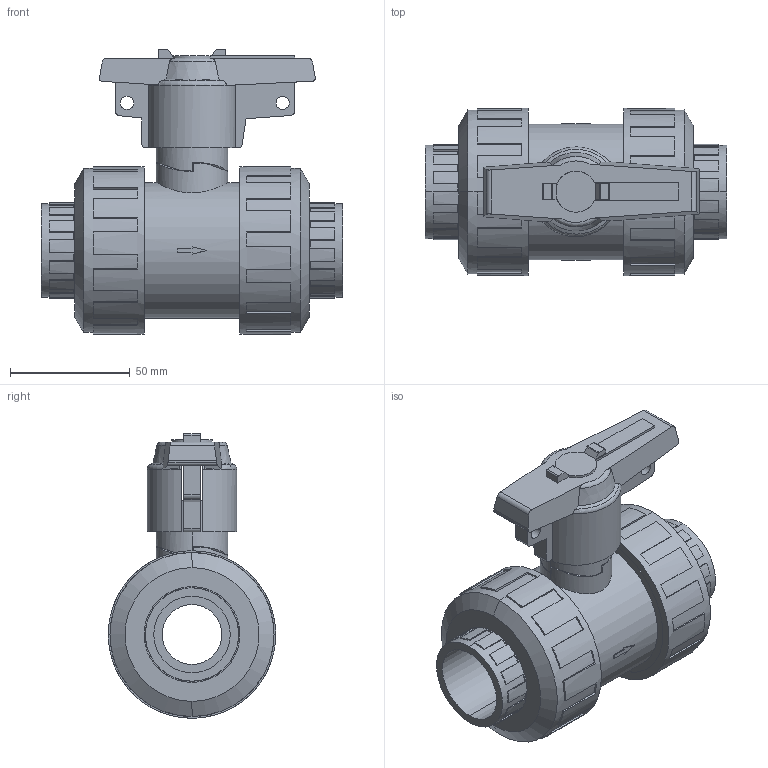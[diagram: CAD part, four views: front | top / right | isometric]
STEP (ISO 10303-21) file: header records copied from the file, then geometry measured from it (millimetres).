
FILE_DESCRIPTION(('STEP AP214'),'1');
FILE_NAME('cctmp_6A0CB737-1FBF-4940-95DB-5DDE7EA7FD1A_2021_10_20_14_31_55_0560..stp','2021-10-20T12:31:55',('Praher Valves GmbH'),('CADClick - www.CADClick.com'),'Spatial InterOp 3D',' ','unknown authorization');
FILE_SCHEMA(('AUTOMOTIVE_DESIGN'));
Length unit declared in the file: millimetre
Products named in the file (1): 128472
Bounding box: 126 x 70 x 118.93 mm (x, y, z)
Volume: 336837.3 mm3; surface area: 85113.3 mm2
Topology: 1 solids, 1 shells, 431 faces, 1216 edges, 803 vertices
Faces by surface type: plane 337, cylinder 72, cone 16, torus 6
Entity records: 17877 total; most frequent: CARTESIAN_POINT 2932, DIRECTION 2449, ORIENTED_EDGE 2432, EDGE_CURVE 1216, AXIS2_PLACEMENT_3D 848, VERTEX_POINT 803, LINE 753, VECTOR 753
